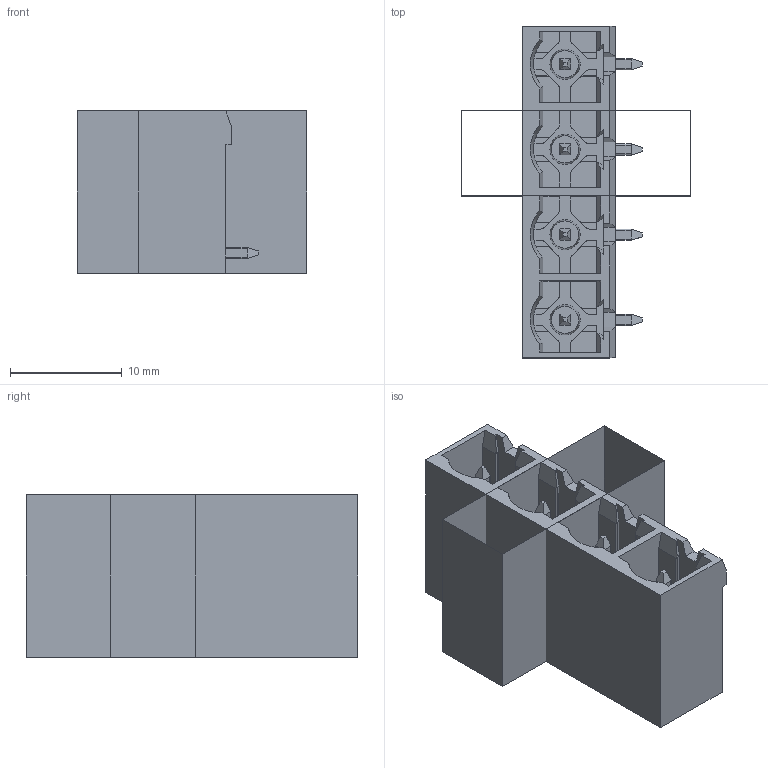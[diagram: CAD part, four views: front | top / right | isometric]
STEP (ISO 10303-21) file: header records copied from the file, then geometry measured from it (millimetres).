
FILE_DESCRIPTION (( 'STEP AP214' ), '1' );
FILE_NAME ('ME030-76204TCO02_20230302.STEP', '2023-03-02T09:08:58', ( 'RD08' ), ( '' ), 'SwSTEP 2.0', 'SolidWorks 2016', '' );
FILE_SCHEMA (( 'AUTOMOTIVE_DESIGN' ));
Length unit declared in the file: millimetre
Products named in the file (1): ME030-76204TCO02_20230302
Bounding box: 20.49 x 29.66 x 14.5 mm (x, y, z)
Surface area: 4074 mm2 (no closed solid volume)
Topology: 0 solids, 2 shells, 365 faces, 1037 edges, 686 vertices
Faces by surface type: plane 265, cylinder 92, cone 8
Entity records: 14789 total; most frequent: CARTESIAN_POINT 2397, ORIENTED_EDGE 2058, DIRECTION 1833, EDGE_CURVE 1033, VECTOR 757, LINE 757, VERTEX_POINT 686, AXIS2_PLACEMENT_3D 538
